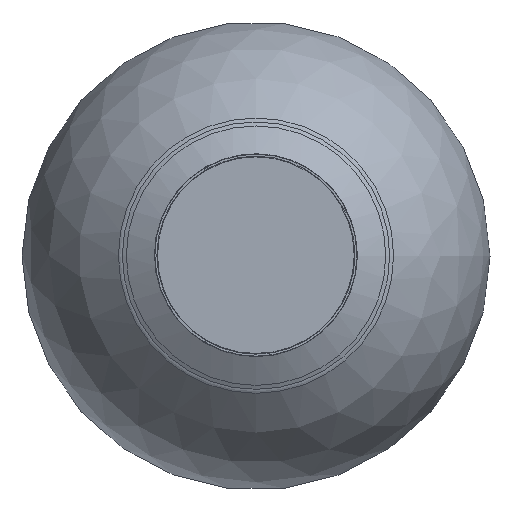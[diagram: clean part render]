
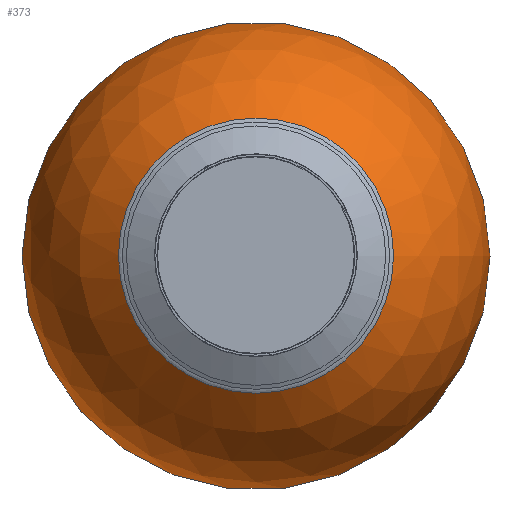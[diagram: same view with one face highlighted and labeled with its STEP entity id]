
A CAD part, top view. The second image highlights one B-rep face of the part: STEP entity #373.
In plain terms, the highlighted spherical face has radius 175 mm.
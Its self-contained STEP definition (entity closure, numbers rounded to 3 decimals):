
#37=SPHERICAL_SURFACE('',#1121,175.);
#102=CIRCLE('',#1118,102.845);
#132=FACE_OUTER_BOUND('',#484,.T.);
#373=ADVANCED_FACE('',(#132),#37,.T.);
#484=EDGE_LOOP('',(#652));
#652=ORIENTED_EDGE('',*,*,#957,.T.);
#808=VERTEX_POINT('',#3247);
#957=EDGE_CURVE('',#808,#808,#102,.T.);
#1118=AXIS2_PLACEMENT_3D('',#3246,#1238,#1239);
#1121=AXIS2_PLACEMENT_3D('',#3251,#1244,#1245);
#1238=DIRECTION('',(0.,0.,-1.));
#1239=DIRECTION('',(1.,0.,0.));
#1244=DIRECTION('',(0.,0.,-1.));
#1245=DIRECTION('',(1.,0.,0.));
#3246=CARTESIAN_POINT('',(15.101,0.307,-382.575));
#3247=CARTESIAN_POINT('',(117.945,0.307,-382.575));
#3251=CARTESIAN_POINT('',(15.101,0.307,-524.166));
